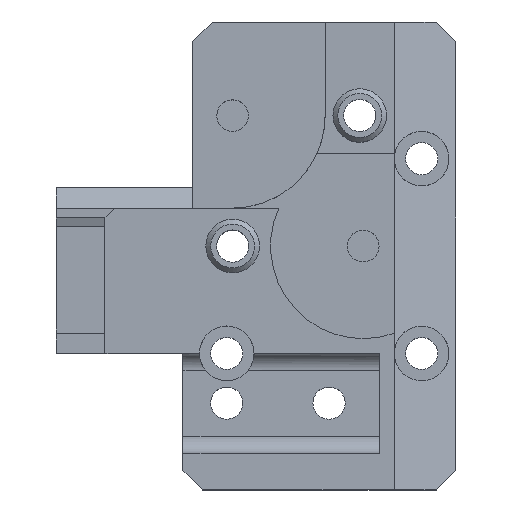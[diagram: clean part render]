
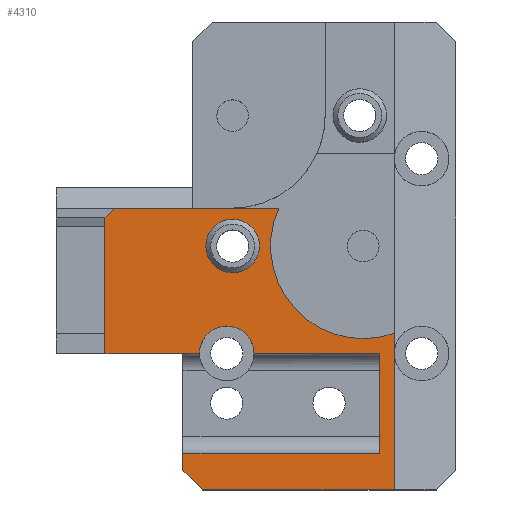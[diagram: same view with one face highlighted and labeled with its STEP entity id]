
A CAD part, top view. The second image highlights one B-rep face of the part: STEP entity #4310.
In plain terms, the highlighted planar face has unit normal (0, 0, 1).
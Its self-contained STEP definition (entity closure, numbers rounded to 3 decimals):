
#155=CIRCLE('',#4424,2.75);
#188=CIRCLE('',#4579,2.8);
#190=CIRCLE('',#4583,9.5);
#216=FACE_BOUND('',#687,.T.);
#431=FACE_OUTER_BOUND('',#686,.T.);
#686=EDGE_LOOP('',(#3791,#3792,#3793,#3794,#3795,#3796,#3797,#3798,#3799,
#3800,#3801,#3802,#3803));
#687=EDGE_LOOP('',(#3804));
#710=LINE('',#5608,#1199);
#720=LINE('',#5627,#1209);
#724=LINE('',#5636,#1213);
#748=LINE('',#5683,#1237);
#803=LINE('',#5801,#1292);
#841=LINE('',#5990,#1330);
#1050=LINE('',#6472,#1539);
#1178=LINE('',#7260,#1667);
#1179=LINE('',#7261,#1668);
#1180=LINE('',#7262,#1669);
#1181=LINE('',#7264,#1670);
#1199=VECTOR('',#4611,10.);
#1209=VECTOR('',#4623,10.);
#1213=VECTOR('',#4631,10.);
#1237=VECTOR('',#4663,10.);
#1292=VECTOR('',#4744,10.);
#1330=VECTOR('',#4796,10.);
#1539=VECTOR('',#5269,10.);
#1667=VECTOR('',#5535,10.);
#1668=VECTOR('',#5536,10.);
#1669=VECTOR('',#5537,10.);
#1670=VECTOR('',#5538,10.);
#1688=VERTEX_POINT('',#5606);
#1689=VERTEX_POINT('',#5607);
#1697=VERTEX_POINT('',#5625);
#1700=VERTEX_POINT('',#5635);
#1719=VERTEX_POINT('',#5681);
#1768=VERTEX_POINT('',#5798);
#1769=VERTEX_POINT('',#5800);
#1825=VERTEX_POINT('',#5989);
#1877=VERTEX_POINT('',#6160);
#1965=VERTEX_POINT('',#6469);
#1966=VERTEX_POINT('',#6471);
#2071=VERTEX_POINT('',#7251);
#2073=VERTEX_POINT('',#7259);
#2074=VERTEX_POINT('',#7263);
#2081=EDGE_CURVE('',#1688,#1689,#710,.T.);
#2091=EDGE_CURVE('',#1688,#1697,#720,.T.);
#2095=EDGE_CURVE('',#1700,#1689,#724,.T.);
#2119=EDGE_CURVE('',#1697,#1719,#748,.T.);
#2179=EDGE_CURVE('',#1769,#1768,#803,.T.);
#2241=EDGE_CURVE('',#1769,#1825,#841,.T.);
#2327=EDGE_CURVE('',#1877,#1877,#155,.T.);
#2480=EDGE_CURVE('',#1966,#1965,#1050,.T.);
#2666=EDGE_CURVE('',#1719,#2071,#188,.T.);
#2669=EDGE_CURVE('',#2071,#2073,#1178,.T.);
#2670=EDGE_CURVE('',#2073,#1966,#1179,.T.);
#2671=EDGE_CURVE('',#1965,#1825,#1180,.T.);
#2672=EDGE_CURVE('',#1768,#2074,#1181,.T.);
#2673=EDGE_CURVE('',#2074,#1700,#190,.T.);
#3791=ORIENTED_EDGE('',*,*,#2081,.F.);
#3792=ORIENTED_EDGE('',*,*,#2091,.T.);
#3793=ORIENTED_EDGE('',*,*,#2119,.T.);
#3794=ORIENTED_EDGE('',*,*,#2666,.T.);
#3795=ORIENTED_EDGE('',*,*,#2669,.T.);
#3796=ORIENTED_EDGE('',*,*,#2670,.T.);
#3797=ORIENTED_EDGE('',*,*,#2480,.T.);
#3798=ORIENTED_EDGE('',*,*,#2671,.T.);
#3799=ORIENTED_EDGE('',*,*,#2241,.F.);
#3800=ORIENTED_EDGE('',*,*,#2179,.T.);
#3801=ORIENTED_EDGE('',*,*,#2672,.T.);
#3802=ORIENTED_EDGE('',*,*,#2673,.T.);
#3803=ORIENTED_EDGE('',*,*,#2095,.T.);
#3804=ORIENTED_EDGE('',*,*,#2327,.T.);
#4083=PLANE('',#4582);
#4310=ADVANCED_FACE('',(#431,#216),#4083,.T.);
#4424=AXIS2_PLACEMENT_3D('',#6162,#4958,#4959);
#4579=AXIS2_PLACEMENT_3D('',#7253,#5526,#5527);
#4582=AXIS2_PLACEMENT_3D('',#7258,#5533,#5534);
#4583=AXIS2_PLACEMENT_3D('',#7265,#5539,#5540);
#4611=DIRECTION('',(0.707,0.707,0.));
#4623=DIRECTION('',(0.,-1.,0.));
#4631=DIRECTION('',(-1.,0.,0.));
#4663=DIRECTION('',(1.,0.,0.));
#4744=DIRECTION('',(1.,0.,0.));
#4796=DIRECTION('',(-0.707,0.707,0.));
#4958=DIRECTION('center_axis',(0.,0.,-1.));
#4959=DIRECTION('ref_axis',(1.,0.,0.));
#5269=DIRECTION('',(-1.,0.,0.));
#5526=DIRECTION('center_axis',(0.,0.,-1.));
#5527=DIRECTION('ref_axis',(1.,0.,0.));
#5533=DIRECTION('center_axis',(0.,0.,1.));
#5534=DIRECTION('ref_axis',(0.,-1.,0.));
#5535=DIRECTION('',(1.,0.,0.));
#5536=DIRECTION('',(0.,-1.,0.));
#5537=DIRECTION('',(0.,-1.,0.));
#5538=DIRECTION('',(0.,1.,0.));
#5539=DIRECTION('center_axis',(0.,0.,-1.));
#5540=DIRECTION('ref_axis',(-0.912,0.411,0.));
#5606=CARTESIAN_POINT('',(-15.5,-19.35,-4.25));
#5607=CARTESIAN_POINT('',(-14.5,-18.35,-4.25));
#5608=CARTESIAN_POINT('',(-12.35,-16.2,-4.25));
#5625=CARTESIAN_POINT('',(-15.5,-33.25,-4.25));
#5627=CARTESIAN_POINT('',(-15.5,-19.75,-4.25));
#5635=CARTESIAN_POINT('',(2.337,-18.35,-4.25));
#5636=CARTESIAN_POINT('',(3.55,-18.35,-4.25));
#5681=CARTESIAN_POINT('',(-5.8,-33.25,-4.25));
#5683=CARTESIAN_POINT('',(-3.75,-33.25,-4.25));
#5798=CARTESIAN_POINT('',(14.2,-47.25,-4.25));
#5800=CARTESIAN_POINT('',(-5.5,-47.25,-4.25));
#5801=CARTESIAN_POINT('',(-20.5,-47.25,-4.25));
#5989=CARTESIAN_POINT('',(-7.5,-45.25,-4.25));
#5990=CARTESIAN_POINT('',(-10.625,-42.125,-4.25));
#6160=CARTESIAN_POINT('',(-5.15,-22.25,-4.25));
#6162=CARTESIAN_POINT('Origin',(-2.4,-22.25,-4.25));
#6469=CARTESIAN_POINT('',(-7.5,-43.5,-4.25));
#6471=CARTESIAN_POINT('',(12.7,-43.5,-4.25));
#6472=CARTESIAN_POINT('',(6.35,-43.5,-4.25));
#7251=CARTESIAN_POINT('',(-0.2,-33.25,-4.25));
#7253=CARTESIAN_POINT('Origin',(-3.,-33.25,-4.25));
#7258=CARTESIAN_POINT('Origin',(0.,-23.25,-4.25));
#7259=CARTESIAN_POINT('',(12.7,-33.25,-4.25));
#7260=CARTESIAN_POINT('',(-3.75,-33.25,-4.25));
#7261=CARTESIAN_POINT('',(12.7,-28.25,-4.25));
#7262=CARTESIAN_POINT('',(-7.5,-28.25,-4.25));
#7263=CARTESIAN_POINT('',(14.2,-31.195,-4.25));
#7264=CARTESIAN_POINT('',(14.2,-35.25,-4.25));
#7265=CARTESIAN_POINT('Origin',(11.,-22.25,-4.25));
